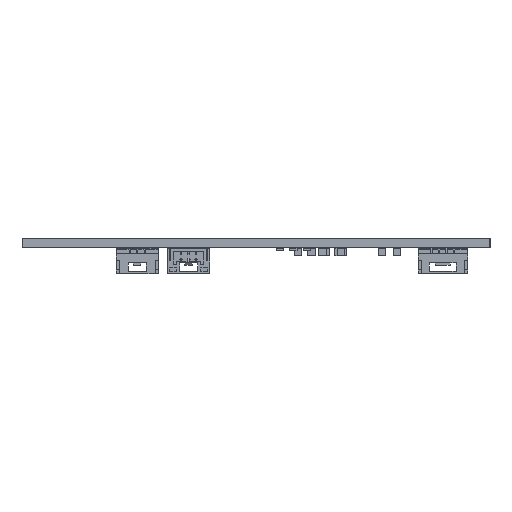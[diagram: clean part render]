
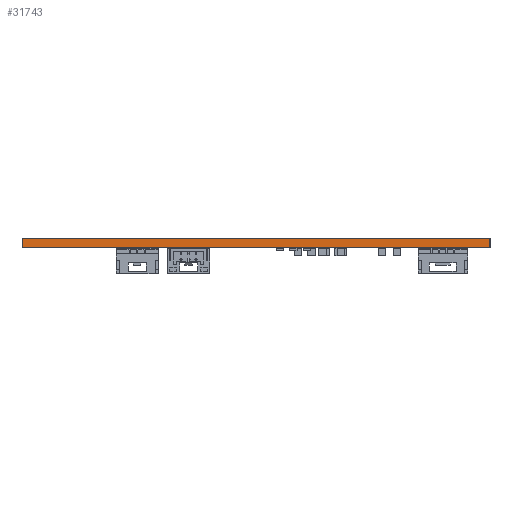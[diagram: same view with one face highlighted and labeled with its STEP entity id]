
A CAD part, left-side view. The second image highlights one B-rep face of the part: STEP entity #31743.
In plain terms, the highlighted planar face has unit normal (-1, 0, 0).
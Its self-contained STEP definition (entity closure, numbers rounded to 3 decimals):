
#31743 = ADVANCED_FACE('',(#31744),#31758,.F.);
#31744 = FACE_BOUND('',#31745,.F.);
#31745 = EDGE_LOOP('',(#31746,#31781,#31809,#31837));
#31746 = ORIENTED_EDGE('',*,*,#31747,.T.);
#31747 = EDGE_CURVE('',#31748,#31750,#31752,.T.);
#31748 = VERTEX_POINT('',#31749);
#31749 = CARTESIAN_POINT('',(0.,78.,0.));
#31750 = VERTEX_POINT('',#31751);
#31751 = CARTESIAN_POINT('',(0.,78.,1.6));
#31752 = SURFACE_CURVE('',#31753,(#31757,#31769),.PCURVE_S1.);
#31753 = LINE('',#31754,#31755);
#31754 = CARTESIAN_POINT('',(0.,78.,0.));
#31755 = VECTOR('',#31756,1.);
#31756 = DIRECTION('',(0.,0.,1.));
#31757 = PCURVE('',#31758,#31763);
#31758 = PLANE('',#31759);
#31759 = AXIS2_PLACEMENT_3D('',#31760,#31761,#31762);
#31760 = CARTESIAN_POINT('',(0.,78.,0.));
#31761 = DIRECTION('',(1.,0.,-0.));
#31762 = DIRECTION('',(0.,-1.,0.));
#31763 = DEFINITIONAL_REPRESENTATION('',(#31764),#31768);
#31764 = LINE('',#31765,#31766);
#31765 = CARTESIAN_POINT('',(0.,0.));
#31766 = VECTOR('',#31767,1.);
#31767 = DIRECTION('',(0.,-1.));
#31768 = ( GEOMETRIC_REPRESENTATION_CONTEXT(2) 
PARAMETRIC_REPRESENTATION_CONTEXT() REPRESENTATION_CONTEXT('2D SPACE',''
  ) );
#31769 = PCURVE('',#31770,#31775);
#31770 = PLANE('',#31771);
#31771 = AXIS2_PLACEMENT_3D('',#31772,#31773,#31774);
#31772 = CARTESIAN_POINT('',(100.,78.,0.));
#31773 = DIRECTION('',(0.,-1.,0.));
#31774 = DIRECTION('',(-1.,0.,0.));
#31775 = DEFINITIONAL_REPRESENTATION('',(#31776),#31780);
#31776 = LINE('',#31777,#31778);
#31777 = CARTESIAN_POINT('',(100.,0.));
#31778 = VECTOR('',#31779,1.);
#31779 = DIRECTION('',(0.,-1.));
#31780 = ( GEOMETRIC_REPRESENTATION_CONTEXT(2) 
PARAMETRIC_REPRESENTATION_CONTEXT() REPRESENTATION_CONTEXT('2D SPACE',''
  ) );
#31781 = ORIENTED_EDGE('',*,*,#31782,.T.);
#31782 = EDGE_CURVE('',#31750,#31783,#31785,.T.);
#31783 = VERTEX_POINT('',#31784);
#31784 = CARTESIAN_POINT('',(0.,0.,1.6));
#31785 = SURFACE_CURVE('',#31786,(#31790,#31797),.PCURVE_S1.);
#31786 = LINE('',#31787,#31788);
#31787 = CARTESIAN_POINT('',(0.,78.,1.6));
#31788 = VECTOR('',#31789,1.);
#31789 = DIRECTION('',(0.,-1.,0.));
#31790 = PCURVE('',#31758,#31791);
#31791 = DEFINITIONAL_REPRESENTATION('',(#31792),#31796);
#31792 = LINE('',#31793,#31794);
#31793 = CARTESIAN_POINT('',(0.,-1.6));
#31794 = VECTOR('',#31795,1.);
#31795 = DIRECTION('',(1.,0.));
#31796 = ( GEOMETRIC_REPRESENTATION_CONTEXT(2) 
PARAMETRIC_REPRESENTATION_CONTEXT() REPRESENTATION_CONTEXT('2D SPACE',''
  ) );
#31797 = PCURVE('',#31798,#31803);
#31798 = PLANE('',#31799);
#31799 = AXIS2_PLACEMENT_3D('',#31800,#31801,#31802);
#31800 = CARTESIAN_POINT('',(50.,39.,1.6));
#31801 = DIRECTION('',(0.,0.,1.));
#31802 = DIRECTION('',(1.,0.,-0.));
#31803 = DEFINITIONAL_REPRESENTATION('',(#31804),#31808);
#31804 = LINE('',#31805,#31806);
#31805 = CARTESIAN_POINT('',(-50.,39.));
#31806 = VECTOR('',#31807,1.);
#31807 = DIRECTION('',(0.,-1.));
#31808 = ( GEOMETRIC_REPRESENTATION_CONTEXT(2) 
PARAMETRIC_REPRESENTATION_CONTEXT() REPRESENTATION_CONTEXT('2D SPACE',''
  ) );
#31809 = ORIENTED_EDGE('',*,*,#31810,.F.);
#31810 = EDGE_CURVE('',#31811,#31783,#31813,.T.);
#31811 = VERTEX_POINT('',#31812);
#31812 = CARTESIAN_POINT('',(0.,-0.,0.));
#31813 = SURFACE_CURVE('',#31814,(#31818,#31825),.PCURVE_S1.);
#31814 = LINE('',#31815,#31816);
#31815 = CARTESIAN_POINT('',(0.,-0.,0.));
#31816 = VECTOR('',#31817,1.);
#31817 = DIRECTION('',(0.,0.,1.));
#31818 = PCURVE('',#31758,#31819);
#31819 = DEFINITIONAL_REPRESENTATION('',(#31820),#31824);
#31820 = LINE('',#31821,#31822);
#31821 = CARTESIAN_POINT('',(78.,0.));
#31822 = VECTOR('',#31823,1.);
#31823 = DIRECTION('',(0.,-1.));
#31824 = ( GEOMETRIC_REPRESENTATION_CONTEXT(2) 
PARAMETRIC_REPRESENTATION_CONTEXT() REPRESENTATION_CONTEXT('2D SPACE',''
  ) );
#31825 = PCURVE('',#31826,#31831);
#31826 = PLANE('',#31827);
#31827 = AXIS2_PLACEMENT_3D('',#31828,#31829,#31830);
#31828 = CARTESIAN_POINT('',(0.,0.,0.));
#31829 = DIRECTION('',(0.,1.,0.));
#31830 = DIRECTION('',(1.,0.,0.));
#31831 = DEFINITIONAL_REPRESENTATION('',(#31832),#31836);
#31832 = LINE('',#31833,#31834);
#31833 = CARTESIAN_POINT('',(0.,0.));
#31834 = VECTOR('',#31835,1.);
#31835 = DIRECTION('',(0.,-1.));
#31836 = ( GEOMETRIC_REPRESENTATION_CONTEXT(2) 
PARAMETRIC_REPRESENTATION_CONTEXT() REPRESENTATION_CONTEXT('2D SPACE',''
  ) );
#31837 = ORIENTED_EDGE('',*,*,#31838,.F.);
#31838 = EDGE_CURVE('',#31748,#31811,#31839,.T.);
#31839 = SURFACE_CURVE('',#31840,(#31844,#31851),.PCURVE_S1.);
#31840 = LINE('',#31841,#31842);
#31841 = CARTESIAN_POINT('',(0.,78.,0.));
#31842 = VECTOR('',#31843,1.);
#31843 = DIRECTION('',(0.,-1.,0.));
#31844 = PCURVE('',#31758,#31845);
#31845 = DEFINITIONAL_REPRESENTATION('',(#31846),#31850);
#31846 = LINE('',#31847,#31848);
#31847 = CARTESIAN_POINT('',(0.,0.));
#31848 = VECTOR('',#31849,1.);
#31849 = DIRECTION('',(1.,0.));
#31850 = ( GEOMETRIC_REPRESENTATION_CONTEXT(2) 
PARAMETRIC_REPRESENTATION_CONTEXT() REPRESENTATION_CONTEXT('2D SPACE',''
  ) );
#31851 = PCURVE('',#31852,#31857);
#31852 = PLANE('',#31853);
#31853 = AXIS2_PLACEMENT_3D('',#31854,#31855,#31856);
#31854 = CARTESIAN_POINT('',(50.,39.,0.));
#31855 = DIRECTION('',(0.,0.,1.));
#31856 = DIRECTION('',(1.,0.,-0.));
#31857 = DEFINITIONAL_REPRESENTATION('',(#31858),#31862);
#31858 = LINE('',#31859,#31860);
#31859 = CARTESIAN_POINT('',(-50.,39.));
#31860 = VECTOR('',#31861,1.);
#31861 = DIRECTION('',(0.,-1.));
#31862 = ( GEOMETRIC_REPRESENTATION_CONTEXT(2) 
PARAMETRIC_REPRESENTATION_CONTEXT() REPRESENTATION_CONTEXT('2D SPACE',''
  ) );
